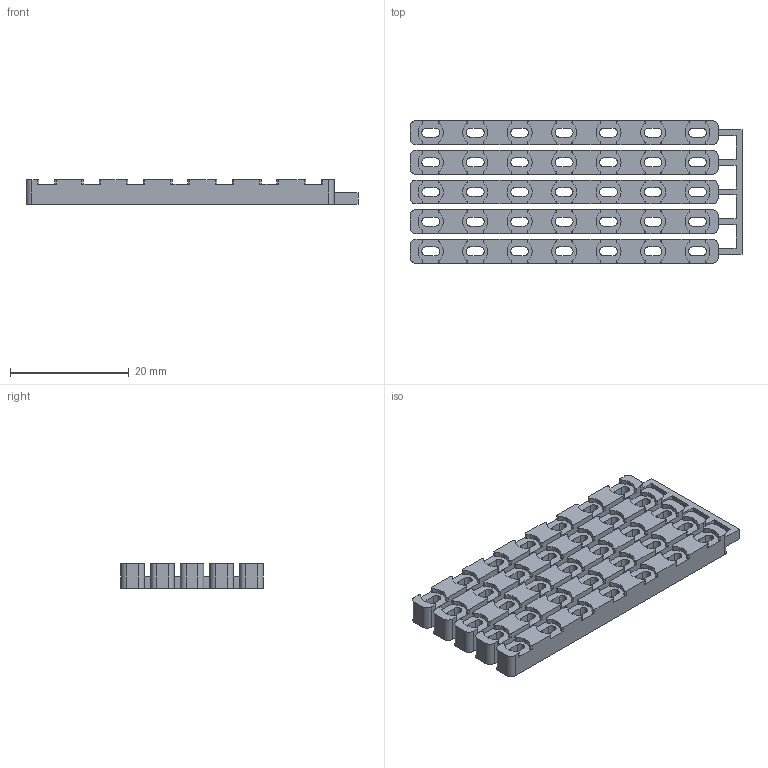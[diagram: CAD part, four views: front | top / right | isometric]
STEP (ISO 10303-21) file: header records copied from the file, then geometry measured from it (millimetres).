
FILE_DESCRIPTION(('CATIA V5 STEP Exchange'),'2;1');
FILE_NAME('LED_Holder_NFL.stp','2024-06-23T20:47:43+00:00',('none'),('none'),'CATIA Version 5 Release 20 GA (IN-10)','CATIA V5 STEP AP214','none');
FILE_SCHEMA(('AUTOMOTIVE_DESIGN { 1 0 10303 214 1 1 1 1 }'));
Length unit declared in the file: millimetre
Products named in the file (1): LED_Holder
Bounding box: 56 x 24 x 4.2 mm (x, y, z)
Volume: 3534.2 mm3; surface area: 5270 mm2
Topology: 1 solids, 1 shells, 802 faces, 2190 edges, 1390 vertices
Faces by surface type: cylinder 410, plane 252, cone 140
Entity records: 23607 total; most frequent: ORIENTED_EDGE 4380, CARTESIAN_POINT 4165, DIRECTION 3358, EDGE_CURVE 2190, AXIS2_PLACEMENT_3D 1545, VERTEX_POINT 1390, VECTOR 1230, LINE 1230
